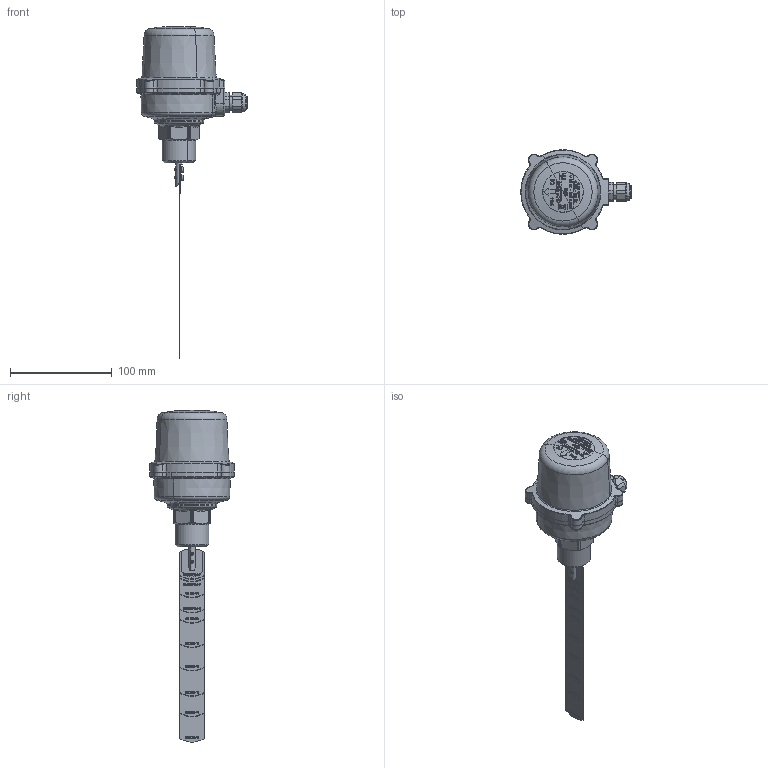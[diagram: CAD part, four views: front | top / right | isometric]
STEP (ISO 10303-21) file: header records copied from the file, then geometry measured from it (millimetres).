
FILE_DESCRIPTION(('CATIA V5 STEP Exchange','CAx-IF Rec.Pracs.--- Model Styling and Organization---1.5--- 2016-08-15','CAx-IF Rec.Pracs.---Supplemental Geometry---1.0---2011-11-01','CAx-IF Rec.Pracs.--- Composite Materials ---3.4---2017-06-13','CAx-IF Rec.Pracs.---Tessellated 3D Geometry---1.0---2015-12-17'),'2;1');
FILE_NAME('STEP_626600_-_TST.stp','2024-05-30T12:05:39+00:00',('none'),('none'),'CATIA Version 5-6 Release 2020 SP5','CATIA V5 STEP AP242 v2','none');
FILE_SCHEMA(('AP242_MANAGED_MODEL_BASED_3D_ENGINEERING_MIM_LF {1 0 10303 442 1 1 4}'));
Length unit declared in the file: millimetre
Products named in the file (1): 626600 - TST
Bounding box: 108.5 x 82.75 x 326.02 mm (x, y, z)
Volume: 439128.3 mm3; surface area: 45838 mm2
Topology: 1 solids, 8 shells, 2624 faces, 7063 edges, 4612 vertices
Faces by surface type: plane 1391, extrusion 612, cylinder 213, bspline 197, sphere 101, torus 58, cone 52
Entity records: 101546 total; most frequent: CARTESIAN_POINT 45122, ORIENTED_EDGE 14108, EDGE_CURVE 7054, DIRECTION 6731, VERTEX_POINT 4612, VECTOR 4263, LINE 3651, B_SPLINE_CURVE_WITH_KNOTS 3579
